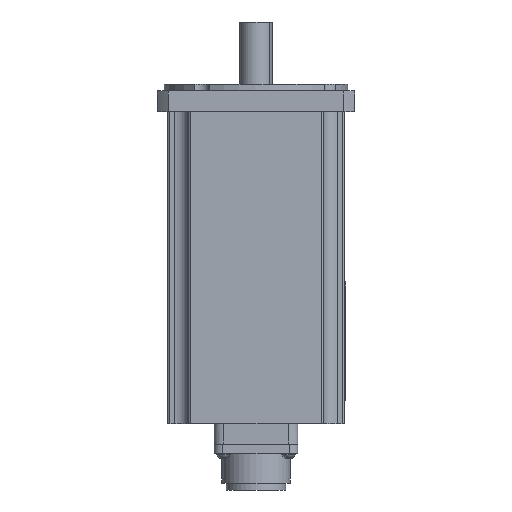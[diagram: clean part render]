
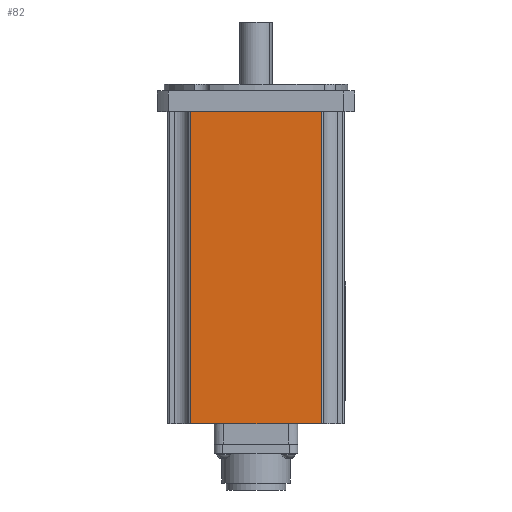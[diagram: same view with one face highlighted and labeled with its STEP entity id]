
A CAD part, front view. The second image highlights one B-rep face of the part: STEP entity #82.
In plain terms, the highlighted planar face has unit normal (0, -1, 0).
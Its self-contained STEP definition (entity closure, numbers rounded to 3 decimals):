
#78 = EDGE_CURVE ( 'NONE', #79, #135, #4418, .T. ) ;
#79 = VERTEX_POINT ( 'NONE', #4414 ) ;
#82 = ADVANCED_FACE ( 'NONE', ( #4408 ), #4407, .T. ) ;
#135 = VERTEX_POINT ( 'NONE', #4745 ) ;
#147 = ORIENTED_EDGE ( 'NONE', *, *, #148, .T. ) ;
#148 = EDGE_CURVE ( 'NONE', #251, #252, #4805, .T. ) ;
#149 = ORIENTED_EDGE ( 'NONE', *, *, #150, .T. ) ;
#150 = EDGE_CURVE ( 'NONE', #252, #79, #4664, .T. ) ;
#247 = EDGE_LOOP ( 'NONE', ( #248, #249, #147, #149 ) ) ;
#248 = ORIENTED_EDGE ( 'NONE', *, *, #78, .T. ) ;
#249 = ORIENTED_EDGE ( 'NONE', *, *, #250, .T. ) ;
#250 = EDGE_CURVE ( 'NONE', #135, #251, #5061, .T. ) ;
#251 = VERTEX_POINT ( 'NONE', #5057 ) ;
#252 = VERTEX_POINT ( 'NONE', #5056 ) ;
#4403 = DIRECTION ( 'NONE',  ( 1., 0., 0. ) ) ;
#4404 = DIRECTION ( 'NONE',  ( 0., -1., 0. ) ) ;
#4405 = CARTESIAN_POINT ( 'NONE',  ( -29.355, -38.5, -138. ) ) ;
#4406 = AXIS2_PLACEMENT_3D ( 'NONE', #4405, #4404, #4403 ) ;
#4407 = PLANE ( 'NONE',  #4406 ) ;
#4408 = FACE_OUTER_BOUND ( 'NONE', #247, .T. ) ;
#4414 = CARTESIAN_POINT ( 'NONE',  ( -28.355, -38.5, -1. ) ) ;
#4415 = DIRECTION ( 'NONE',  ( 0., 0., -1. ) ) ;
#4416 = VECTOR ( 'NONE', #4415, 1000. ) ;
#4417 = CARTESIAN_POINT ( 'NONE',  ( -28.355, -38.5, -138. ) ) ;
#4418 = LINE ( 'NONE', #4417, #4416 ) ;
#4661 = DIRECTION ( 'NONE',  ( -1., 0., 0. ) ) ;
#4662 = VECTOR ( 'NONE', #4661, 1000. ) ;
#4663 = CARTESIAN_POINT ( 'NONE',  ( -29.355, -38.5, -1. ) ) ;
#4664 = LINE ( 'NONE', #4663, #4662 ) ;
#4666 = DIRECTION ( 'NONE',  ( 0., 0., 1. ) ) ;
#4745 = CARTESIAN_POINT ( 'NONE',  ( -28.355, -38.5, -137. ) ) ;
#4803 = VECTOR ( 'NONE', #4666, 1000. ) ;
#4804 = CARTESIAN_POINT ( 'NONE',  ( 28.355, -38.5, -138. ) ) ;
#4805 = LINE ( 'NONE', #4804, #4803 ) ;
#5056 = CARTESIAN_POINT ( 'NONE',  ( 28.355, -38.5, -1. ) ) ;
#5057 = CARTESIAN_POINT ( 'NONE',  ( 28.355, -38.5, -137. ) ) ;
#5058 = DIRECTION ( 'NONE',  ( 1., 0., 0. ) ) ;
#5059 = VECTOR ( 'NONE', #5058, 1000. ) ;
#5060 = CARTESIAN_POINT ( 'NONE',  ( -29.355, -38.5, -137. ) ) ;
#5061 = LINE ( 'NONE', #5060, #5059 ) ;
